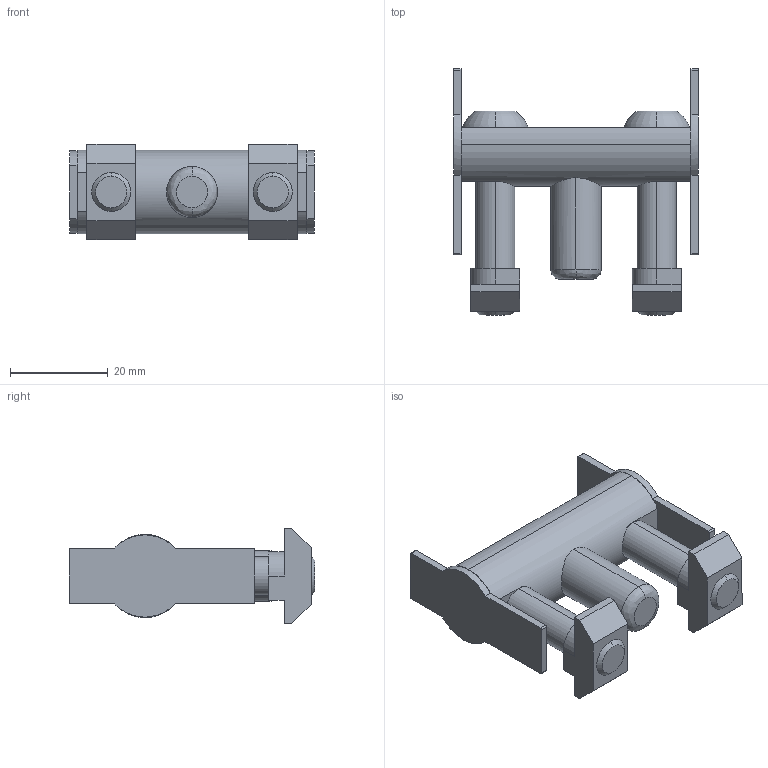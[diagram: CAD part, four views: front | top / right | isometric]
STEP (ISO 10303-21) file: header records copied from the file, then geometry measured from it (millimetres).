
FILE_DESCRIPTION (( 'STEP AP214' ), '1' );
FILE_NAME ('-6121046', '2019-02-04T09:21:16', ( '' ), ('JUGARD+KÜNSTNER GmbH'), 'SwSTEP 2.0', 'SolidWorks 2017', '' );
FILE_SCHEMA (( 'AUTOMOTIVE_DESIGN' ));
Length unit declared in the file: millimetre
Products named in the file (1): -6121046_CNAJF00
Bounding box: 50 x 50.27 x 19.6 mm (x, y, z)
Volume: 15865.3 mm3; surface area: 7277.4 mm2
Topology: 1 solids, 1 shells, 107 faces, 272 edges, 178 vertices
Faces by surface type: plane 68, cylinder 29, torus 4, cone 4, bspline 2
Entity records: 3772 total; most frequent: CARTESIAN_POINT 734, DIRECTION 564, ORIENTED_EDGE 544, EDGE_CURVE 272, AXIS2_PLACEMENT_3D 192, VECTOR 180, LINE 180, VERTEX_POINT 178
